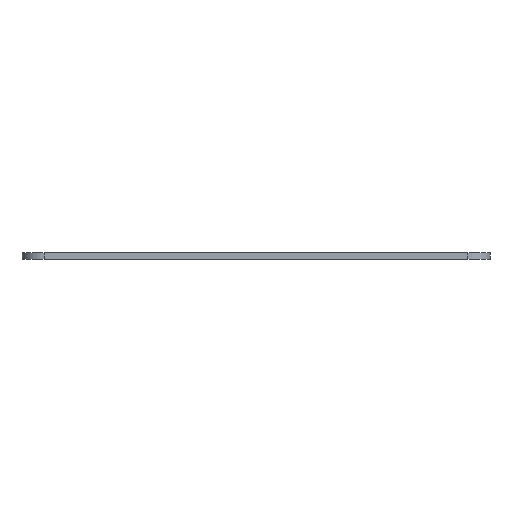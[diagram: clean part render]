
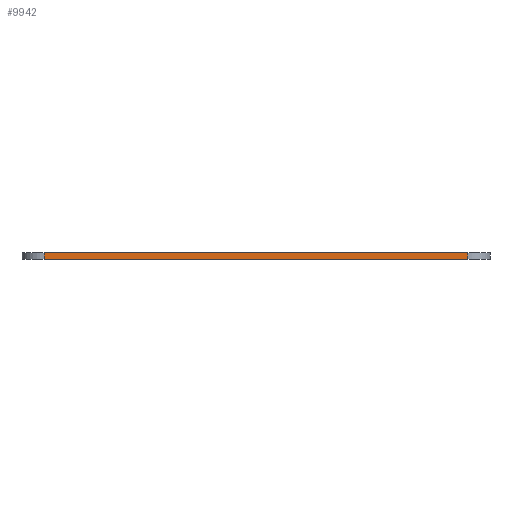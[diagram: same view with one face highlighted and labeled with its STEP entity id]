
A CAD part, front view. The second image highlights one B-rep face of the part: STEP entity #9942.
In plain terms, the highlighted planar face has unit normal (0, -1, 0).
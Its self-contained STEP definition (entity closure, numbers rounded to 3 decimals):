
#356=PLANE('',#10250);
#882=FACE_OUTER_BOUND('',#1459,.T.);
#1459=EDGE_LOOP('',(#9102,#9103,#9104,#9105));
#2159=LINE('',#19304,#2982);
#2200=LINE('',#19461,#3023);
#2228=LINE('',#19573,#3051);
#2229=LINE('',#19575,#3052);
#2982=VECTOR('',#11266,10.);
#3023=VECTOR('',#11397,10.);
#3051=VECTOR('',#11489,10.);
#3052=VECTOR('',#11492,10.);
#4562=VERTEX_POINT('',#19301);
#4563=VERTEX_POINT('',#19303);
#4633=VERTEX_POINT('',#19458);
#4634=VERTEX_POINT('',#19460);
#5977=EDGE_CURVE('',#4562,#4563,#2159,.T.);
#6051=EDGE_CURVE('',#4634,#4633,#2200,.T.);
#6108=EDGE_CURVE('',#4563,#4633,#2228,.T.);
#6109=EDGE_CURVE('',#4634,#4562,#2229,.T.);
#9102=ORIENTED_EDGE('',*,*,#6108,.F.);
#9103=ORIENTED_EDGE('',*,*,#5977,.F.);
#9104=ORIENTED_EDGE('',*,*,#6109,.F.);
#9105=ORIENTED_EDGE('',*,*,#6051,.T.);
#9942=ADVANCED_FACE('',(#882),#356,.T.);
#10250=AXIS2_PLACEMENT_3D('',#19686,#11658,#11659);
#11266=DIRECTION('',(1.,0.,0.));
#11397=DIRECTION('',(1.,0.,0.));
#11489=DIRECTION('',(0.,0.,-1.));
#11492=DIRECTION('',(0.,0.,1.));
#11658=DIRECTION('center_axis',(0.,-1.,0.));
#11659=DIRECTION('ref_axis',(1.,0.,0.));
#19301=CARTESIAN_POINT('',(-9.275,-52.95,1.5));
#19303=CARTESIAN_POINT('',(86.45,-52.95,1.5));
#19304=CARTESIAN_POINT('',(-14.275,-52.95,1.5));
#19458=CARTESIAN_POINT('',(86.45,-52.95,0.));
#19460=CARTESIAN_POINT('',(-9.275,-52.95,0.));
#19461=CARTESIAN_POINT('',(-14.275,-52.95,0.));
#19573=CARTESIAN_POINT('',(86.45,-52.95,0.));
#19575=CARTESIAN_POINT('',(-9.275,-52.95,0.));
#19686=CARTESIAN_POINT('Origin',(-14.275,-52.95,0.));
